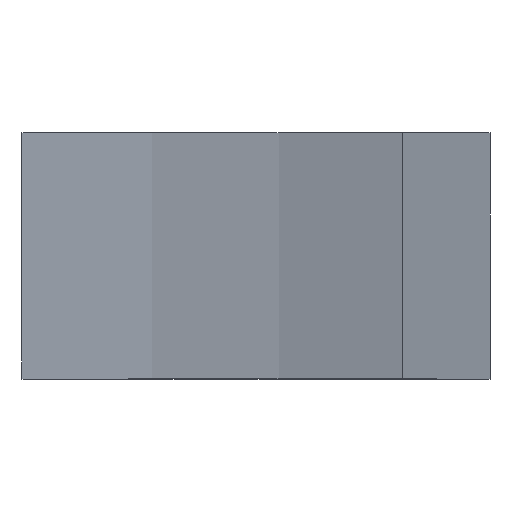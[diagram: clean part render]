
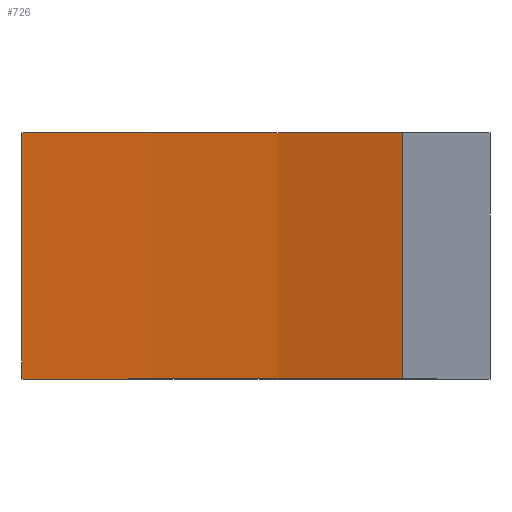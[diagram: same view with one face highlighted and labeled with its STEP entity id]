
A CAD part, top view. The second image highlights one B-rep face of the part: STEP entity #726.
In plain terms, the highlighted cylindrical face has radius 36.671 mm (diameter 73.342 mm), a partial arc.
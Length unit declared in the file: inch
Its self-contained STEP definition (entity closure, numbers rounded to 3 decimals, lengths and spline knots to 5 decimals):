
#668=CARTESIAN_POINT('',(-0.28894,-0.15,0.63535));
#669=VERTEX_POINT('',#668);
#676=CARTESIAN_POINT('',(-0.28894,0.15,0.63535));
#677=VERTEX_POINT('',#676);
#678=CARTESIAN_POINT('',(-0.28894,0.15,0.63535));
#679=DIRECTION('',(0.0,-1.0,0.0));
#680=VECTOR('',#679,0.3);
#681=LINE('',#678,#680);
#682=EDGE_CURVE('',#677,#669,#681,.T.);
#694=CARTESIAN_POINT('',(-0.37495,0.165,2.07653));
#695=DIRECTION('',(0.0,-1.0,0.0));
#696=DIRECTION('',(-0.06,0.0,0.998));
#697=AXIS2_PLACEMENT_3D('',#694,#695,#696);
#698=CYLINDRICAL_SURFACE('',#697,1.44375);
#699=CARTESIAN_POINT('',(0.17429,-0.15,0.74134));
#700=VERTEX_POINT('',#699);
#701=CARTESIAN_POINT('',(-0.37495,-0.15,2.07653));
#702=DIRECTION('',(0.0,-1.0,0.0));
#703=DIRECTION('',(-0.06,0.0,0.998));
#704=AXIS2_PLACEMENT_3D('',#701,#702,#703);
#705=CIRCLE('',#704,1.44375);
#706=EDGE_CURVE('',#669,#700,#705,.T.);
#707=ORIENTED_EDGE('',*,*,#706,.T.);
#708=CARTESIAN_POINT('',(0.17429,0.15,0.74134));
#709=VERTEX_POINT('',#708);
#710=CARTESIAN_POINT('',(0.17429,0.15,0.74134));
#711=DIRECTION('',(0.0,-1.0,0.0));
#712=VECTOR('',#711,0.3);
#713=LINE('',#710,#712);
#714=EDGE_CURVE('',#709,#700,#713,.T.);
#715=ORIENTED_EDGE('',*,*,#714,.F.);
#716=CARTESIAN_POINT('',(-0.37495,0.15,2.07653));
#717=DIRECTION('',(0.0,1.0,0.0));
#718=DIRECTION('',(-0.06,0.0,0.998));
#719=AXIS2_PLACEMENT_3D('',#716,#717,#718);
#720=CIRCLE('',#719,1.44375);
#721=EDGE_CURVE('',#709,#677,#720,.T.);
#722=ORIENTED_EDGE('',*,*,#721,.T.);
#723=ORIENTED_EDGE('',*,*,#682,.T.);
#724=EDGE_LOOP('',(#707,#715,#722,#723));
#725=FACE_OUTER_BOUND('',#724,.T.);
#726=ADVANCED_FACE('',(#725),#698,.F.);
